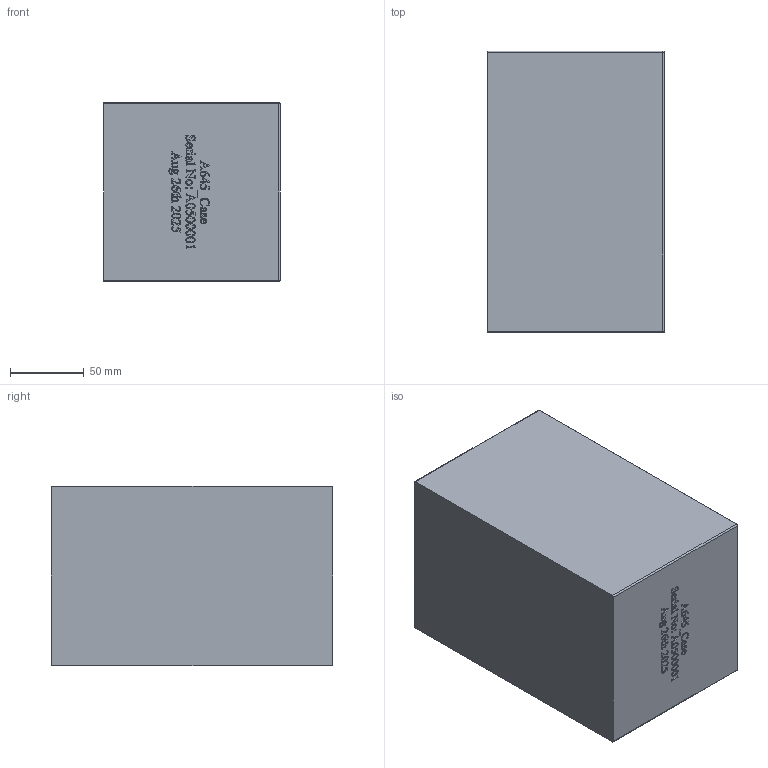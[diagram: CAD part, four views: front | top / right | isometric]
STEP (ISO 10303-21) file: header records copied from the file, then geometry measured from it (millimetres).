
FILE_DESCRIPTION(/* description */ (''),/* implementation_level */ '2;1');
FILE_NAME(/* name */ 'A645_Case.stp',/* time_stamp */ '2025-08-26T17:01:11-04:00',/* author */ ('usman'),/* organization */ (''),/* preprocessor_version */ 'ST-DEVELOPER v20.1',/* originating_system */ 'Autodesk Inventor 2026',/* authorisation */ '');
FILE_SCHEMA (('AUTOMOTIVE_DESIGN { 1 0 10303 214 3 1 1 }'));
Length unit declared in the file: millimetre
Products named in the file (1): Part4
Bounding box: 120 x 191.4 x 121.8 mm (x, y, z)
Volume: 1030592.1 mm3; surface area: 180064.8 mm2
Topology: 1 solids, 1 shells, 753 faces, 2067 edges, 1382 vertices
Faces by surface type: bspline 442, plane 296, cylinder 9, sphere 6
Entity records: 26359 total; most frequent: CARTESIAN_POINT 10209, ORIENTED_EDGE 4130, EDGE_CURVE 2065, DIRECTION 1827, VERTEX_POINT 1374, LINE 1159, VECTOR 1159, B_SPLINE_CURVE_WITH_KNOTS 884
